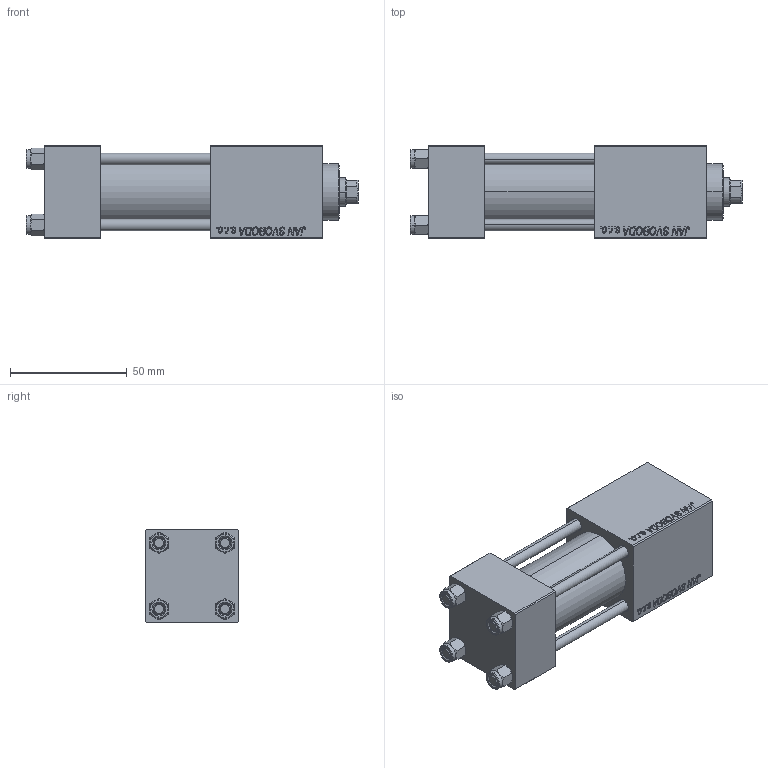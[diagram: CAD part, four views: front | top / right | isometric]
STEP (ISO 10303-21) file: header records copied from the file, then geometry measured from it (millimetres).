
FILE_DESCRIPTION (( 'STEP AP203' ), '1' );
FILE_NAME ('4e75.STEP', '2023-08-22T20:36:34', ( '' ), ( '' ), 'SwSTEP 2.0', 'SolidWorks 2019', '' );
FILE_SCHEMA (( 'CONFIG_CONTROL_DESIGN' ));
Length unit declared in the file: millimetre
Products named in the file (6): V215_VC_A 9840aa1a1f41510b4a10bd9465bbe40f; V215CR_VCP_C 9840aa1a1f41510b4a10bd9465bbe40f; V215CR_C_Body 9840aa1a1f41510b4a10bd9465bbe40f; V215CR_C_TYCINKA 9840aa1a1f41510b4a10bd9465bbe40f; 4e75; NUT_M5_C 9840aa1a1f41510b4a10bd9465bbe40f
Assembly tree (11 placements, depth 2):
  4e75
    V215CR_C_Body 9840aa1a1f41510b4a10bd9465bbe40f
    V215CR_VCP_C 9840aa1a1f41510b4a10bd9465bbe40f
    NUT_M5_C 9840aa1a1f41510b4a10bd9465bbe40f  x4
    V215CR_C_TYCINKA 9840aa1a1f41510b4a10bd9465bbe40f  x4
    V215_VC_A 9840aa1a1f41510b4a10bd9465bbe40f
Bounding box: 142 x 40 x 40 mm (x, y, z)
Volume: 142308.6 mm3; surface area: 54442.8 mm2
Topology: 11 solids, 11 shells, 1148 faces, 2872 edges, 1861 vertices
Faces by surface type: plane 525, bspline 392, cone 136, cylinder 87, torus 8
Entity records: 50156 total; most frequent: CARTESIAN_POINT 27076, ORIENTED_EDGE 5236, DIRECTION 3298, EDGE_CURVE 2618, VERTEX_POINT 1717, LINE 1588, VECTOR 1588, EDGE_LOOP 1155
